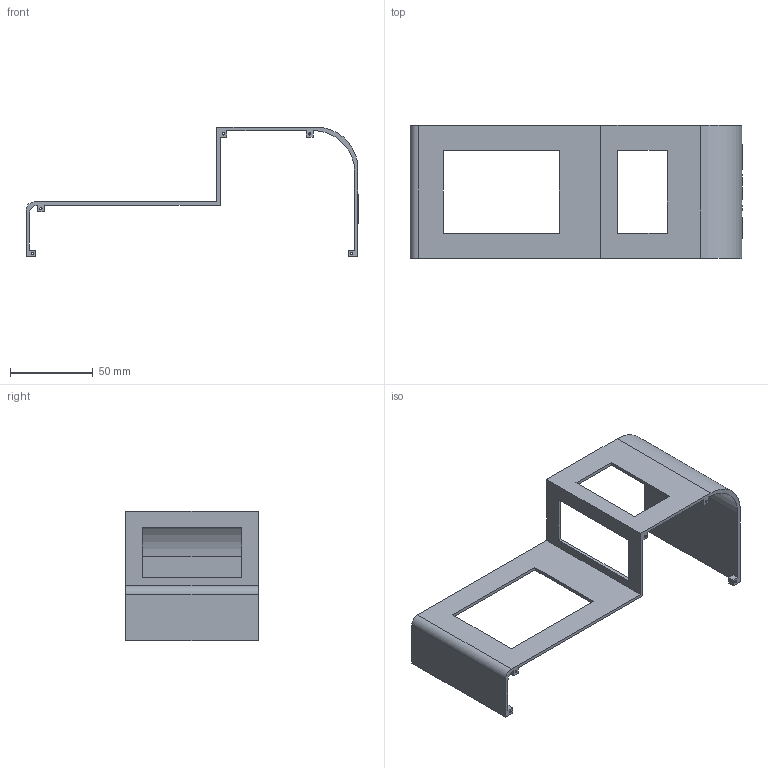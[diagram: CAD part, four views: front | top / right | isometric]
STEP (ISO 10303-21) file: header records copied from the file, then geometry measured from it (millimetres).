
FILE_DESCRIPTION(/* description */ ('STEP AP242','CAx-IF Rec.Pracs.---Representation and Presentation of Product Manufacturing Information (PMI)---4.0---2014-10-13','CAx-IF Rec.Pracs.---3D Tessellated Geometry---0.4---2014-09-14','2;1','CAx-IF Rec.Pracs.---User Defined Attributes---1.5---2016-08-15'),/* implementation_level */ '2;1');
FILE_NAME(/* name */ '6912e202920f0c6d8898661c',/* time_stamp */ '2025-11-11T07:13:07Z',/* author */ (''),/* organization */ (''),/* preprocessor_version */ 'ST-DEVELOPER v20',/* originating_system */ 'ONSHAPE BY PTC INC, 1.206',/* authorisation */ ' ');
FILE_SCHEMA (('AP242_MANAGED_MODEL_BASED_3D_ENGINEERING_MIM_LF { 1 0 10303 442 1 1 4 }'));
Length unit declared in the file: metre
Products named in the file (1): Part 1
Bounding box: 200 x 80 x 78 mm (x, y, z)
Volume: 42925.2 mm3; surface area: 44562.4 mm2
Topology: 1 solids, 1 shells, 141 faces, 395 edges, 262 vertices
Faces by surface type: plane 95, bspline 28, cylinder 18
Full cylindrical faces by diameter (mm): 1.4 x10
Entity records: 4609 total; most frequent: CARTESIAN_POINT 1097, ORIENTED_EDGE 770, DIRECTION 593, EDGE_CURVE 385, LINE 293, VECTOR 293, VERTEX_POINT 262, EDGE_LOOP 183
